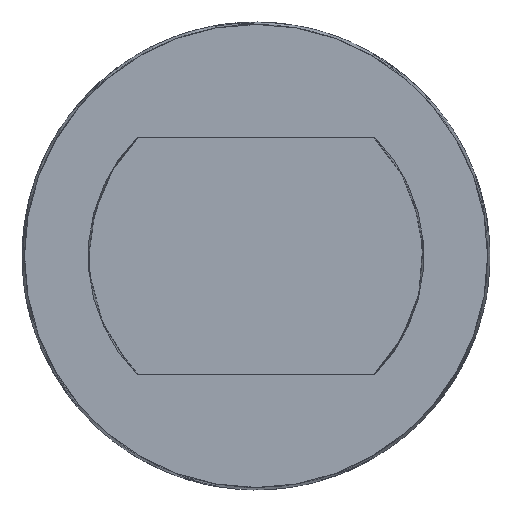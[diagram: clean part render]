
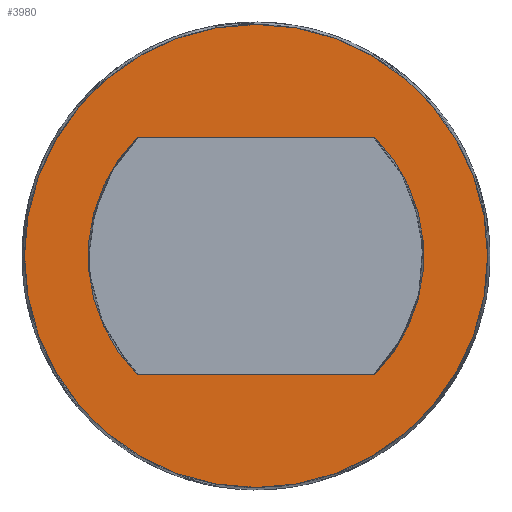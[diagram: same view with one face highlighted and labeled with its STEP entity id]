
A CAD part, front view. The second image highlights one B-rep face of the part: STEP entity #3980.
In plain terms, the highlighted planar face has unit normal (0, -1, 0).
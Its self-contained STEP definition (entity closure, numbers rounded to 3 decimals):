
#15=FACE_BOUND('',#699,.T.);
#38=PLANE('',#4255);
#105=LINE('',#12550,#169);
#121=LINE('',#13022,#185);
#169=VECTOR('',#4702,10.);
#185=VECTOR('',#4812,10.);
#454=FACE_OUTER_BOUND('',#698,.T.);
#698=EDGE_LOOP('',(#3554));
#699=EDGE_LOOP('',(#3555,#3556,#3557,#3558));
#1244=CIRCLE('',#4212,6.925);
#1257=CIRCLE('',#4237,5.02);
#1266=CIRCLE('',#4252,5.02);
#1630=VERTEX_POINT('',#12547);
#1631=VERTEX_POINT('',#12549);
#1635=VERTEX_POINT('',#12569);
#1646=VERTEX_POINT('',#12630);
#1659=VERTEX_POINT('',#13020);
#2226=EDGE_CURVE('',#1631,#1630,#105,.T.);
#2240=EDGE_CURVE('',#1635,#1635,#1244,.T.);
#2262=EDGE_CURVE('',#1630,#1646,#1257,.T.);
#2289=EDGE_CURVE('',#1646,#1659,#121,.T.);
#2291=EDGE_CURVE('',#1659,#1631,#1266,.T.);
#3554=ORIENTED_EDGE('',*,*,#2240,.F.);
#3555=ORIENTED_EDGE('',*,*,#2289,.T.);
#3556=ORIENTED_EDGE('',*,*,#2291,.T.);
#3557=ORIENTED_EDGE('',*,*,#2226,.T.);
#3558=ORIENTED_EDGE('',*,*,#2262,.T.);
#3980=ADVANCED_FACE('',(#454,#15),#38,.F.);
#4212=AXIS2_PLACEMENT_3D('',#12571,#4728,#4729);
#4237=AXIS2_PLACEMENT_3D('',#12632,#4783,#4784);
#4252=AXIS2_PLACEMENT_3D('',#13026,#4818,#4819);
#4255=AXIS2_PLACEMENT_3D('',#13029,#4824,#4825);
#4702=DIRECTION('',(-1.,0.,0.));
#4728=DIRECTION('center_axis',(0.,1.,0.));
#4729=DIRECTION('ref_axis',(-1.,0.,0.));
#4783=DIRECTION('center_axis',(0.,1.,0.));
#4784=DIRECTION('ref_axis',(1.,0.,0.));
#4812=DIRECTION('',(1.,0.,0.));
#4818=DIRECTION('center_axis',(0.,1.,0.));
#4819=DIRECTION('ref_axis',(1.,0.,0.));
#4824=DIRECTION('center_axis',(0.,1.,0.));
#4825=DIRECTION('ref_axis',(0.,0.,1.));
#12547=CARTESIAN_POINT('',(-3.55,0.,-3.55));
#12549=CARTESIAN_POINT('',(3.55,0.,-3.55));
#12550=CARTESIAN_POINT('',(1.775,0.,-3.55));
#12569=CARTESIAN_POINT('',(6.925,0.,0.));
#12571=CARTESIAN_POINT('Origin',(0.,0.,0.));
#12630=CARTESIAN_POINT('',(-3.55,0.,3.55));
#12632=CARTESIAN_POINT('Origin',(0.,0.,0.));
#13020=CARTESIAN_POINT('',(3.55,0.,3.55));
#13022=CARTESIAN_POINT('',(-1.775,0.,3.55));
#13026=CARTESIAN_POINT('Origin',(0.,0.,0.));
#13029=CARTESIAN_POINT('Origin',(0.,0.,0.));
